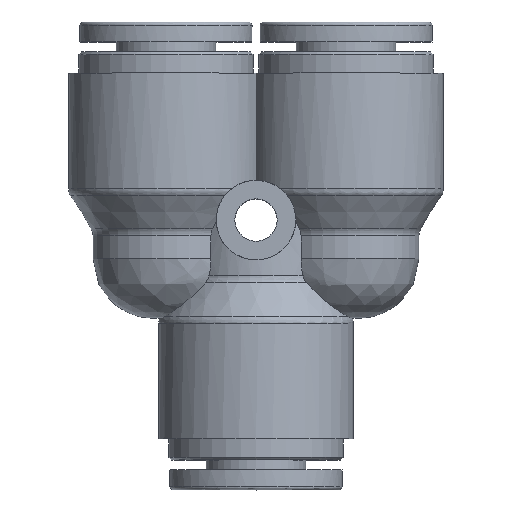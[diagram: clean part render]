
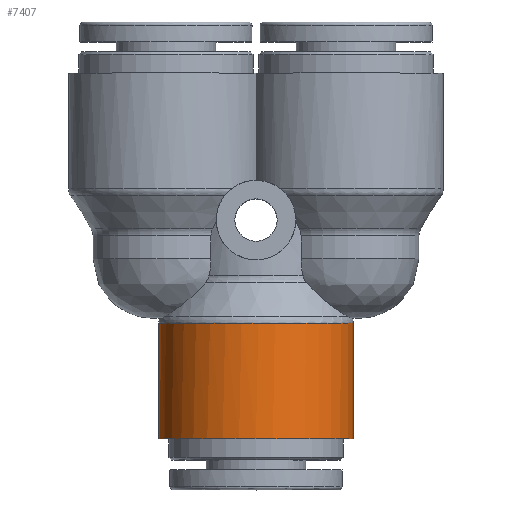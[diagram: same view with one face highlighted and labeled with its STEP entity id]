
A CAD part, top view. The second image highlights one B-rep face of the part: STEP entity #7407.
In plain terms, the highlighted cylindrical face has radius 7.35 mm (diameter 14.7 mm), a full revolution.
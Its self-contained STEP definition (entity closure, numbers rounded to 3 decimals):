
#7284=CARTESIAN_POINT('',(7.35,-7.784,0.));
#7285=VERTEX_POINT('',#7284);
#7286=CARTESIAN_POINT('',(0.,-7.784,0.0));
#7287=DIRECTION('',(0.0,1.0,0.0));
#7288=DIRECTION('',(-1.0,0.0,0.0));
#7289=AXIS2_PLACEMENT_3D('',#7286,#7287,#7288);
#7290=CIRCLE('',#7289,7.35);
#7291=EDGE_CURVE('',#7285,#7285,#7290,.T.);
#7388=CARTESIAN_POINT('',(0.,-12.,0.0));
#7389=DIRECTION('',(0.,-1.0,0.0));
#7390=DIRECTION('',(1.0,0.0,0.0));
#7391=AXIS2_PLACEMENT_3D('',#7388,#7389,#7390);
#7392=CYLINDRICAL_SURFACE('',#7391,7.35);
#7393=CARTESIAN_POINT('',(7.35,-16.5,0.0));
#7394=VERTEX_POINT('',#7393);
#7395=CARTESIAN_POINT('',(0.,-16.5,0.0));
#7396=DIRECTION('',(0.0,-1.0,0.0));
#7397=DIRECTION('',(1.0,0.0,0.0));
#7398=AXIS2_PLACEMENT_3D('',#7395,#7396,#7397);
#7399=CIRCLE('',#7398,7.35);
#7400=EDGE_CURVE('',#7394,#7394,#7399,.T.);
#7401=ORIENTED_EDGE('',*,*,#7400,.F.);
#7402=EDGE_LOOP('',(#7401));
#7403=FACE_OUTER_BOUND('',#7402,.T.);
#7404=ORIENTED_EDGE('',*,*,#7291,.F.);
#7405=EDGE_LOOP('',(#7404));
#7406=FACE_BOUND('',#7405,.T.);
#7407=ADVANCED_FACE('',(#7403,#7406),#7392,.T.);
